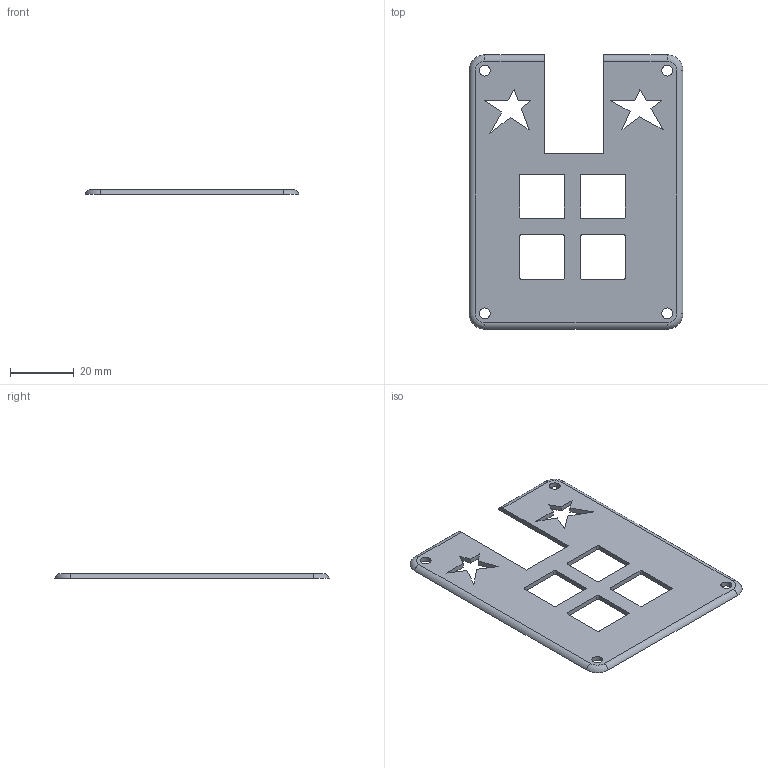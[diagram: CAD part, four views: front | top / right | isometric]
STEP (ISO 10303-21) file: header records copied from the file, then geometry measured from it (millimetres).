
FILE_DESCRIPTION(/* description */ ('STEP AP242 Edition 2','CAx-IF Rec.Pracs.---Representation and Presentation of Product Manufacturing Information (PMI)---4.0---2014-10-13','CAx-IF Rec.Pracs.---3D Tessellated Geometry---0.4---2014-09-14','2;1','CAx-IF Rec.Pracs.---User Defined Attributes---1.5---2016-08-15'),/* implementation_level */ '2;1');
FILE_NAME(/* name */ '692c6b21aa7e6f04f5fd18d4',/* time_stamp */ '2025-11-30T16:04:49Z',/* author */ (''),/* organization */ (''),/* preprocessor_version */ 'ST-DEVELOPER v20',/* originating_system */ 'ONSHAPE BY PTC INC, 1.207',/* authorisation */ ' ');
FILE_SCHEMA (('AP242_MANAGED_MODEL_BASED_3D_ENGINEERING_MIM_LF { 1 0 10303 442 3 1 4 }'));
Length unit declared in the file: metre
Products named in the file (1): Part 1
Bounding box: 66.97 x 85.91 x 1.5 mm (x, y, z)
Volume: 6085.8 mm3; surface area: 9279.7 mm2
Topology: 1 solids, 1 shells, 70 faces, 204 edges, 136 vertices
Faces by surface type: plane 41, cylinder 25, torus 4
Full cylindrical faces by diameter (mm): 3.4 x4
Entity records: 2368 total; most frequent: CARTESIAN_POINT 407, ORIENTED_EDGE 400, DIRECTION 400, EDGE_CURVE 200, LINE 142, VECTOR 142, VERTEX_POINT 136, AXIS2_PLACEMENT_3D 129
